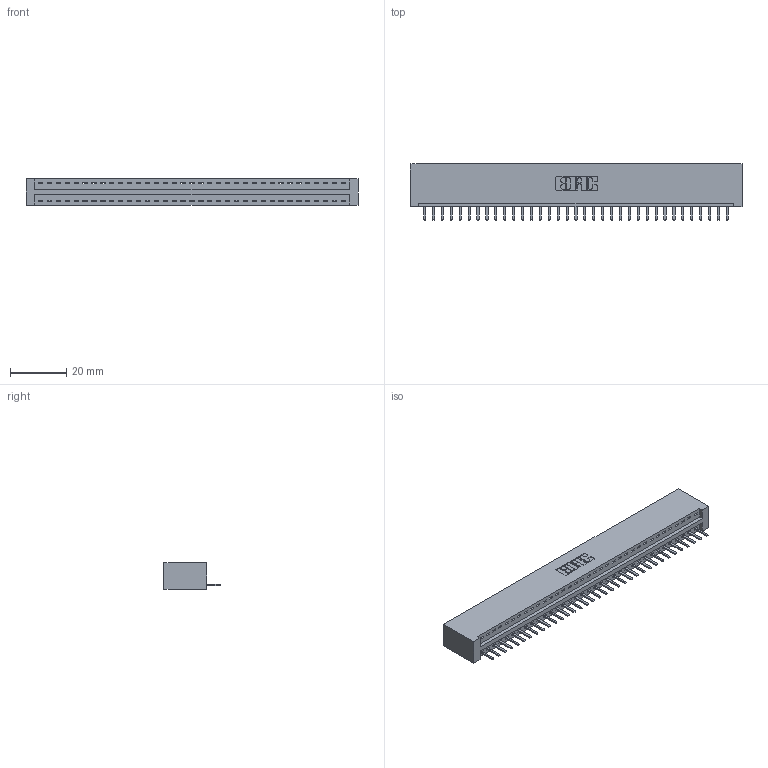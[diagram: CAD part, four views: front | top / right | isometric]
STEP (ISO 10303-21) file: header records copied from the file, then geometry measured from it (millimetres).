
FILE_DESCRIPTION (( 'STEP AP203' ), '1' );
FILE_NAME ('346-035-520-101.STEP', '2022-05-06T22:27:07', ( '' ), ( '' ), 'SwSTEP 2.0', 'SolidWorks 2020', '' );
FILE_SCHEMA (( 'CONFIG_CONTROL_DESIGN' ));
Length unit declared in the file: inch
Products named in the file (3): 346 Part_No Mounting Lugs; 345-292-001_345-293-120; 346-035-520-101
Assembly tree (36 placements, depth 2):
  346-035-520-101
    346 Part_No Mounting Lugs
    345-292-001_345-293-120  x35
Bounding box: 118.36 x 20.02 x 9.4 mm (x, y, z)
Volume: 11730.6 mm3; surface area: 14325.2 mm2
Topology: 36 solids, 36 shells, 2284 faces, 6745 edges, 4402 vertices
Faces by surface type: plane 1542, cylinder 742
Entity records: 22501 total; most frequent: CARTESIAN_POINT 3877, ORIENTED_EDGE 3834, DIRECTION 3411, EDGE_CURVE 1917, LINE 1649, VECTOR 1649, VERTEX_POINT 1274, AXIS2_PLACEMENT_3D 881
